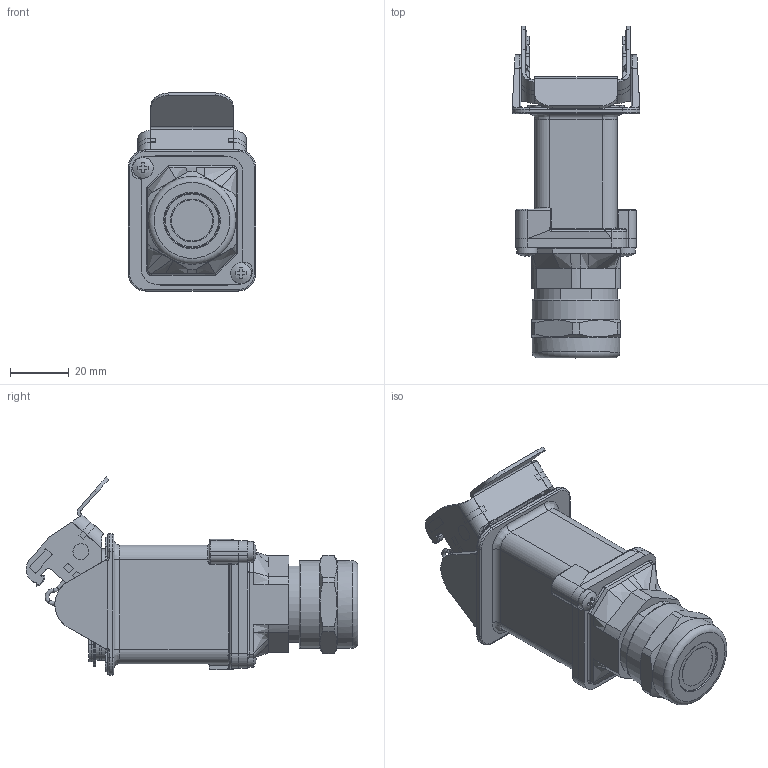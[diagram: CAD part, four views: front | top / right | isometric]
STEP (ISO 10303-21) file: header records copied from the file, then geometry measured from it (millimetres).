
FILE_DESCRIPTION(/* description */ (''),/* implementation_level */ '2;1');
FILE_NAME(/* name */ 'c148 10g006 400 1nxc001-01_214.stp',/* time_stamp */ '2023-01-27T08:54:02+01:00',/* author */ (''),/* organization */ (''),/* preprocessor_version */ 'ST-DEVELOPER v18.1',/* originating_system */ 'SIEMENS PLM Software NX 2000',/* authorisation */ '');
FILE_SCHEMA (('AUTOMOTIVE_DESIGN { 1 0 10303 214 3 1 1 1 }'));
Products named in the file (17): c148 g08 000 e1nxm001-03; c148 g07 011 e1nxm001-06; c148 n03 041 e1nxm001-08; n 06 014 0006nxm001-03; n 16 017 2001nxm001-05; c148 n04 000 e1nxm001-02; c148 n09 041 e1nxm001-01; c148 g16 003 e1nxm001-03; n 16 028 0001nxm001-01; n 03 040 0022 1nxm001-01; c148 g17 003 e1nxm001-02; n 16 014 2000nxm001-01; c148 g07 000 g1nxm001-01; c148 n08 040 e1nxm001-01; c148 g16 000 g1nxm001-01; c148 10g006 400 1nxm001-01; c148 10g006 400 1nxc001-01
Assembly tree (18 placements, depth 5):
  c148 10g006 400 1nxc001-01
    c148 10g006 400 1nxm001-01
      c148 g16 000 g1nxm001-01
        c148 g16 003 e1nxm001-03
        c148 n09 041 e1nxm001-01
        c148 n04 000 e1nxm001-02
        c148 n08 040 e1nxm001-01
          c148 n03 041 e1nxm001-08
        c148 g07 000 g1nxm001-01
          c148 g07 011 e1nxm001-06
          c148 g08 000 e1nxm001-03  x2
      c148 g17 003 e1nxm001-02
      n 16 014 2000nxm001-01
        n 16 017 2001nxm001-05
        n 06 014 0006nxm001-03
      n 03 040 0022 1nxm001-01  x2
      n 16 028 0001nxm001-01
Bounding box: 43.4 x 112.79 x 67.34 mm (x, y, z)
Volume: 138297.7 mm3; surface area: 73143.7 mm2
Topology: 14 solids, 14 shells, 2358 faces, 6151 edges, 3843 vertices
Faces by surface type: plane 953, cylinder 738, bspline 533, cone 65, sphere 42, torus 23, extrusion 4
Full cylindrical faces by diameter (mm): 3 x6, 4 x4, 4.4 x2, 5 x1, 5.7 x1, 5.8 x1, 7 x5, 14 x1, 17 x1, 18 x2, 19 x1, 19.6 x1, 19.8 x2, 21.2 x1, 21.7 x1, 22 x3, 23 x3, 23.85 x1, 24 x1, 26 x1, 28 x1, 28.2 x1, 29.8 x4
Entity records: 94355 total; most frequent: CARTESIAN_POINT 24573, ORIENTED_EDGE 11850, DIRECTION 10670, EDGE_CURVE 5925, VERTEX_POINT 3786, AXIS2_PLACEMENT_3D 3747, VECTOR 3176, LINE 3172
